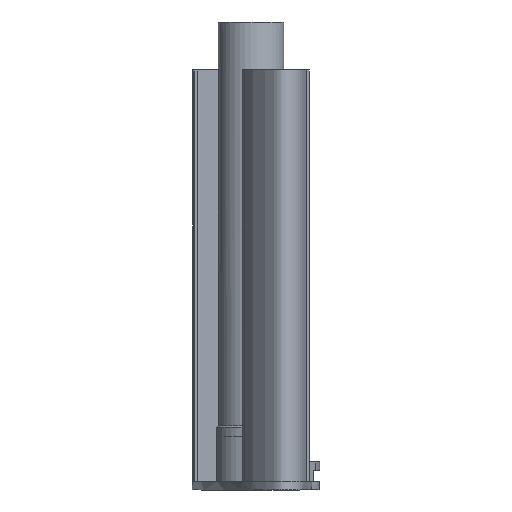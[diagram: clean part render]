
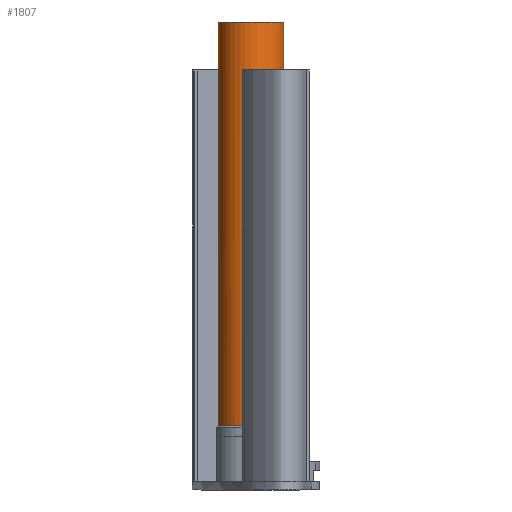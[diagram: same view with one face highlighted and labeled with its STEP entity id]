
A CAD part, left-side view. The second image highlights one B-rep face of the part: STEP entity #1807.
In plain terms, the highlighted cylindrical face has radius 11.75 mm (diameter 23.5 mm), a full revolution.
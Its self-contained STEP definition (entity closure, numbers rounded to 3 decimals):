
#86=CIRCLE('',#1902,11.75);
#89=CIRCLE('',#1907,11.75);
#90=CIRCLE('',#1908,11.75);
#110=CIRCLE('',#1945,11.75);
#111=CIRCLE('',#1946,11.75);
#112=CIRCLE('',#1947,11.75);
#139=CYLINDRICAL_SURFACE('',#1944,11.75);
#172=FACE_OUTER_BOUND('',#273,.T.);
#273=EDGE_LOOP('',(#1349,#1350,#1351,#1352,#1353,#1354,#1355,#1356,#1357,
#1358,#1359,#1360));
#479=LINE('',#6849,#641);
#482=LINE('',#6856,#644);
#483=LINE('',#6858,#645);
#484=LINE('',#6861,#646);
#485=LINE('',#6864,#647);
#641=VECTOR('',#2164,10.);
#644=VECTOR('',#2171,11.75);
#645=VECTOR('',#2172,10.);
#646=VECTOR('',#2175,10.);
#647=VECTOR('',#2178,10.);
#779=VERTEX_POINT('',#6683);
#782=VERTEX_POINT('',#6688);
#785=VERTEX_POINT('',#6698);
#788=VERTEX_POINT('',#6705);
#789=VERTEX_POINT('',#6709);
#837=VERTEX_POINT('',#6848);
#839=VERTEX_POINT('',#6854);
#840=VERTEX_POINT('',#6857);
#841=VERTEX_POINT('',#6860);
#842=VERTEX_POINT('',#6862);
#963=EDGE_CURVE('',#779,#782,#86,.T.);
#970=EDGE_CURVE('',#789,#788,#89,.T.);
#971=EDGE_CURVE('',#785,#789,#90,.T.);
#1037=EDGE_CURVE('',#837,#779,#479,.T.);
#1040=EDGE_CURVE('',#839,#839,#110,.T.);
#1041=EDGE_CURVE('',#839,#789,#482,.T.);
#1042=EDGE_CURVE('',#788,#840,#483,.T.);
#1043=EDGE_CURVE('',#837,#840,#111,.T.);
#1044=EDGE_CURVE('',#782,#841,#484,.T.);
#1045=EDGE_CURVE('',#842,#841,#112,.T.);
#1046=EDGE_CURVE('',#842,#785,#485,.T.);
#1349=ORIENTED_EDGE('',*,*,#1040,.F.);
#1350=ORIENTED_EDGE('',*,*,#1041,.T.);
#1351=ORIENTED_EDGE('',*,*,#970,.T.);
#1352=ORIENTED_EDGE('',*,*,#1042,.T.);
#1353=ORIENTED_EDGE('',*,*,#1043,.F.);
#1354=ORIENTED_EDGE('',*,*,#1037,.T.);
#1355=ORIENTED_EDGE('',*,*,#963,.T.);
#1356=ORIENTED_EDGE('',*,*,#1044,.T.);
#1357=ORIENTED_EDGE('',*,*,#1045,.F.);
#1358=ORIENTED_EDGE('',*,*,#1046,.T.);
#1359=ORIENTED_EDGE('',*,*,#971,.T.);
#1360=ORIENTED_EDGE('',*,*,#1041,.F.);
#1807=ADVANCED_FACE('',(#172),#139,.T.);
#1902=AXIS2_PLACEMENT_3D('',#6690,#2036,#2037);
#1907=AXIS2_PLACEMENT_3D('',#6710,#2048,#2049);
#1908=AXIS2_PLACEMENT_3D('',#6711,#2050,#2051);
#1944=AXIS2_PLACEMENT_3D('',#6853,#2167,#2168);
#1945=AXIS2_PLACEMENT_3D('',#6855,#2169,#2170);
#1946=AXIS2_PLACEMENT_3D('',#6859,#2173,#2174);
#1947=AXIS2_PLACEMENT_3D('',#6863,#2176,#2177);
#2036=DIRECTION('center_axis',(0.,0.,1.));
#2037=DIRECTION('ref_axis',(1.,0.,0.));
#2048=DIRECTION('center_axis',(0.,0.,1.));
#2049=DIRECTION('ref_axis',(1.,0.,0.));
#2050=DIRECTION('center_axis',(0.,0.,1.));
#2051=DIRECTION('ref_axis',(1.,0.,0.));
#2164=DIRECTION('',(0.,0.,-1.));
#2167=DIRECTION('center_axis',(0.,0.,1.));
#2168=DIRECTION('ref_axis',(1.,0.,0.));
#2169=DIRECTION('center_axis',(0.,0.,1.));
#2170=DIRECTION('ref_axis',(-1.,0.,0.));
#2171=DIRECTION('',(0.,0.,-1.));
#2172=DIRECTION('',(0.,0.,1.));
#2173=DIRECTION('center_axis',(0.,0.,-1.));
#2174=DIRECTION('ref_axis',(-1.,0.,0.));
#2175=DIRECTION('',(0.,0.,1.));
#2176=DIRECTION('center_axis',(0.,0.,-1.));
#2177=DIRECTION('ref_axis',(-1.,0.,0.));
#2178=DIRECTION('',(0.,0.,-1.));
#6683=CARTESIAN_POINT('',(98.448,-1.577,26.));
#6688=CARTESIAN_POINT('',(98.489,21.923,26.));
#6690=CARTESIAN_POINT('Origin',(98.489,10.173,26.));
#6698=CARTESIAN_POINT('',(97.451,21.877,26.));
#6705=CARTESIAN_POINT('',(97.462,-1.532,26.));
#6709=CARTESIAN_POINT('',(86.739,10.173,26.));
#6710=CARTESIAN_POINT('Origin',(98.489,10.173,26.));
#6711=CARTESIAN_POINT('Origin',(98.489,10.173,26.));
#6848=CARTESIAN_POINT('',(98.448,-1.577,153.));
#6849=CARTESIAN_POINT('',(98.448,-1.577,2.));
#6853=CARTESIAN_POINT('Origin',(98.489,10.173,2.));
#6854=CARTESIAN_POINT('',(86.739,10.173,170.));
#6855=CARTESIAN_POINT('Origin',(98.489,10.173,170.));
#6856=CARTESIAN_POINT('',(86.739,10.173,2.));
#6857=CARTESIAN_POINT('',(97.462,-1.532,153.));
#6858=CARTESIAN_POINT('',(97.462,-1.532,2.));
#6859=CARTESIAN_POINT('Origin',(98.489,10.173,153.));
#6860=CARTESIAN_POINT('',(98.489,21.923,153.));
#6861=CARTESIAN_POINT('',(98.489,21.923,2.));
#6862=CARTESIAN_POINT('',(97.451,21.877,153.));
#6863=CARTESIAN_POINT('Origin',(98.489,10.173,153.));
#6864=CARTESIAN_POINT('',(97.451,21.877,2.));
